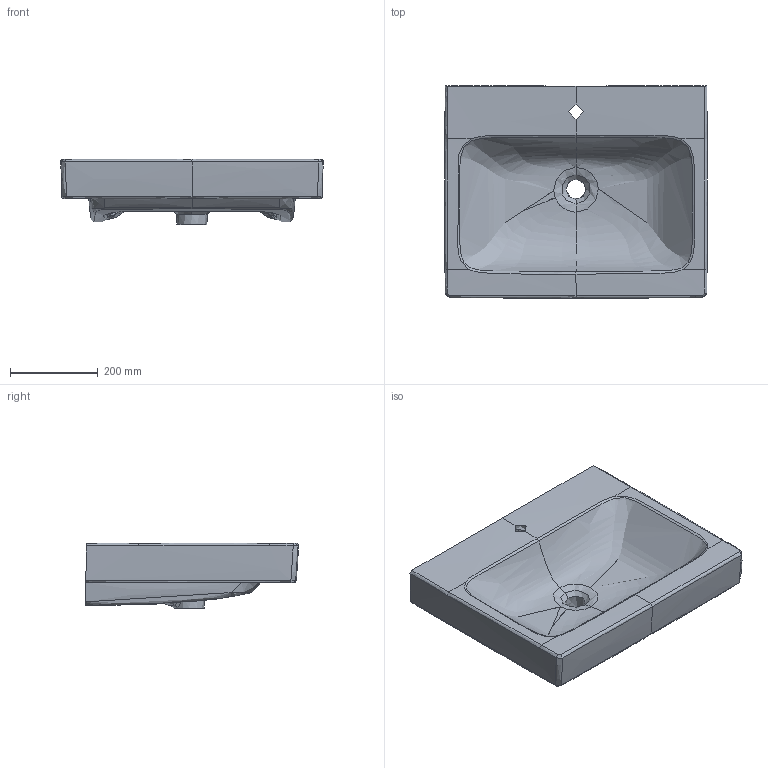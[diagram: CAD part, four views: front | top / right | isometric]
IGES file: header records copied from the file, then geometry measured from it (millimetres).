
Global section: file name: 124062000; native system: Autodesk Inventor 2018; preprocessor: unknown; author: JANAN; date: 20210106.145104; units: millimetre
Bounding box: 599.57 x 486.92 x 150.34 mm (x, y, z)
Volume: 14912095.1 mm3; surface area: 991077.3 mm2
Topology: 1 solids, 1 shells, 286 faces, 719 edges, 436 vertices
Faces by surface type: bspline 286
